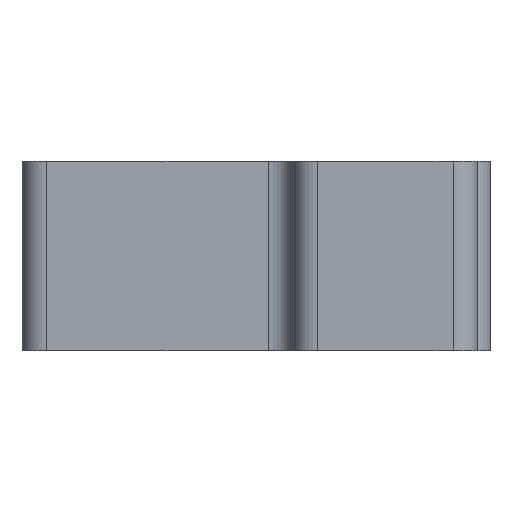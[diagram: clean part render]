
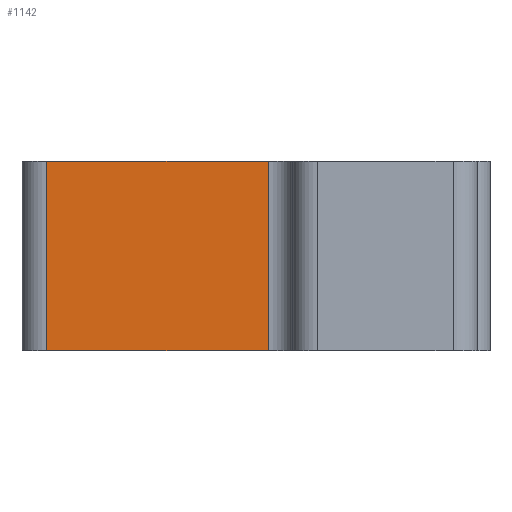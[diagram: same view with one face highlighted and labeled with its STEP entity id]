
A CAD part, front view. The second image highlights one B-rep face of the part: STEP entity #1142.
In plain terms, the highlighted planar face has unit normal (0, -1, 0).
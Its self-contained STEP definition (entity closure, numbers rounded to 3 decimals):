
#39=PLANE('',#1265);
#106=FACE_OUTER_BOUND('',#168,.T.);
#168=EDGE_LOOP('',(#1012,#1013,#1014,#1015));
#309=LINE('',#2085,#411);
#326=LINE('',#2133,#428);
#327=LINE('',#2137,#429);
#332=LINE('',#2148,#434);
#411=VECTOR('',#1508,10.);
#428=VECTOR('',#1559,10.);
#429=VECTOR('',#1564,10.);
#434=VECTOR('',#1579,10.);
#540=VERTEX_POINT('',#2082);
#541=VERTEX_POINT('',#2084);
#555=VERTEX_POINT('',#2131);
#556=VERTEX_POINT('',#2135);
#691=EDGE_CURVE('',#541,#540,#309,.T.);
#716=EDGE_CURVE('',#555,#540,#326,.T.);
#718=EDGE_CURVE('',#541,#556,#327,.T.);
#723=EDGE_CURVE('',#556,#555,#332,.T.);
#1012=ORIENTED_EDGE('',*,*,#716,.F.);
#1013=ORIENTED_EDGE('',*,*,#723,.F.);
#1014=ORIENTED_EDGE('',*,*,#718,.F.);
#1015=ORIENTED_EDGE('',*,*,#691,.T.);
#1142=ADVANCED_FACE('',(#106),#39,.T.);
#1265=AXIS2_PLACEMENT_3D('',#2147,#1577,#1578);
#1508=DIRECTION('',(1.,0.,0.));
#1559=DIRECTION('',(0.,0.,-1.));
#1564=DIRECTION('',(0.,0.,1.));
#1577=DIRECTION('center_axis',(0.,-1.,0.));
#1578=DIRECTION('ref_axis',(1.,0.,0.));
#1579=DIRECTION('',(1.,0.,0.));
#2082=CARTESIAN_POINT('',(17.985,37.26,0.));
#2084=CARTESIAN_POINT('',(8.985,37.26,0.));
#2085=CARTESIAN_POINT('',(7.985,37.26,0.));
#2131=CARTESIAN_POINT('',(17.985,37.26,7.7));
#2133=CARTESIAN_POINT('',(17.985,37.26,0.));
#2135=CARTESIAN_POINT('',(8.985,37.26,7.7));
#2137=CARTESIAN_POINT('',(8.985,37.26,0.));
#2147=CARTESIAN_POINT('Origin',(7.985,37.26,0.));
#2148=CARTESIAN_POINT('',(7.985,37.26,7.7));
